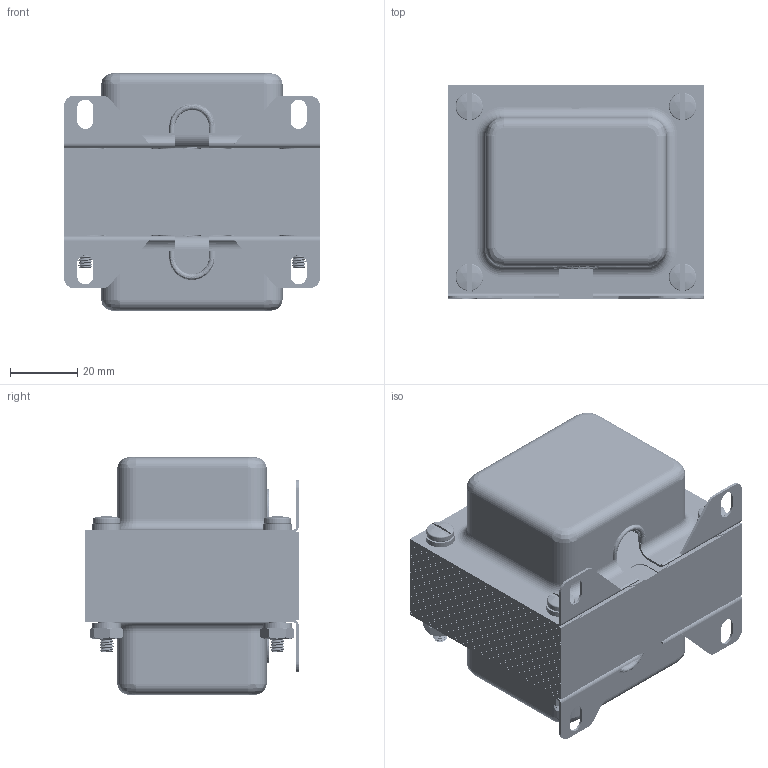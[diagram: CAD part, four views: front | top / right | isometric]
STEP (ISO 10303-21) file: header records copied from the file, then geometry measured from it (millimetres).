
FILE_DESCRIPTION(/* description */ (''),/* implementation_level */ '2;1');
FILE_NAME(/* name */ '15000-EI100-100-HX.step',/* time_stamp */ '2024-01-18T14:31:03-07:00',/* author */ (''),/* organization */ (''),/* preprocessor_version */ 'ST-DEVELOPER v20',/* originating_system */ 'Autodesk Translation Framework v12.14.0.127',/* authorisation */ '');
FILE_SCHEMA (('AUTOMOTIVE_DESIGN { 1 0 10303 214 3 1 1 }'));
Products named in the file (5): 15000-EI100-100-HX; 20000-EI100 v2; 8-32 Standard Nut v1; HC-100 OS v3; HC-100 OS v3 (1)
Assembly tree (4 placements, depth 3):
  15000-EI100-100-HX
    20000-EI100 v2
    8-32 Standard Nut v1
    HC-100 OS v3
      HC-100 OS v3 (1)
Bounding box: 76.23 x 63.5 x 70.56 mm (x, y, z)
Volume: 115507.6 mm3; surface area: 615737.8 mm2
Topology: 164 solids, 164 shells, 3000 faces, 7818 edges, 5156 vertices
Faces by surface type: plane 1670, cylinder 1160, cone 74, bspline 64, torus 24, sphere 8
Full cylindrical faces by diameter (mm): 3.134 x196, 4.166 x196, 4.394 x8, 5.207 x8, 5.556 x298, 8.179 x4, 8.738 x8
Entity records: 132915 total; most frequent: CARTESIAN_POINT 58723, ORIENTED_EDGE 15636, DIRECTION 14312, EDGE_CURVE 7818, VERTEX_POINT 5156, LINE 5066, VECTOR 5066, AXIS2_PLACEMENT_3D 4623
